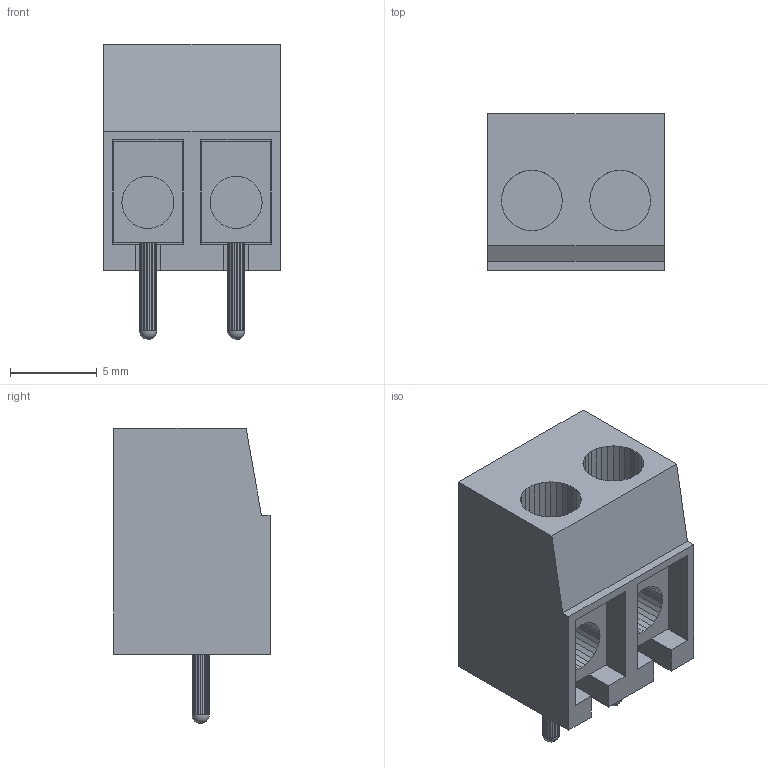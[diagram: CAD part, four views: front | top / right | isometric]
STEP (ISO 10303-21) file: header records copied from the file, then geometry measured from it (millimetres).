
FILE_DESCRIPTION(('FreeCAD Model'),'2;1');
FILE_NAME( 'ED120_2DS.step', '2020-11-14T23:50:53',('Author'),(''), 'Open CASCADE STEP processor 7.3','FreeCAD','Unknown');
FILE_SCHEMA(('AUTOMOTIVE_DESIGN { 1 0 10303 214 1 1 1 1 }'));
Length unit declared in the file: millimetre
Products named in the file (1): union004
Bounding box: 10.16 x 9 x 17 mm (x, y, z)
Volume: 794.6 mm3; surface area: 1458.8 mm2
Topology: 3 solids, 3 shells, 230 faces, 670 edges, 446 vertices
Faces by surface type: plane 228, sphere 2
Entity records: 17557 total; most frequent: CARTESIAN_POINT 3961, DIRECTION 1764, ORIENTED_EDGE 1336, PCURVE 1336, DEFINITIONAL_REPRESENTATION 1336, LINE 1106, VECTOR 1106, B_SPLINE_CURVE_WITH_KNOTS 768
